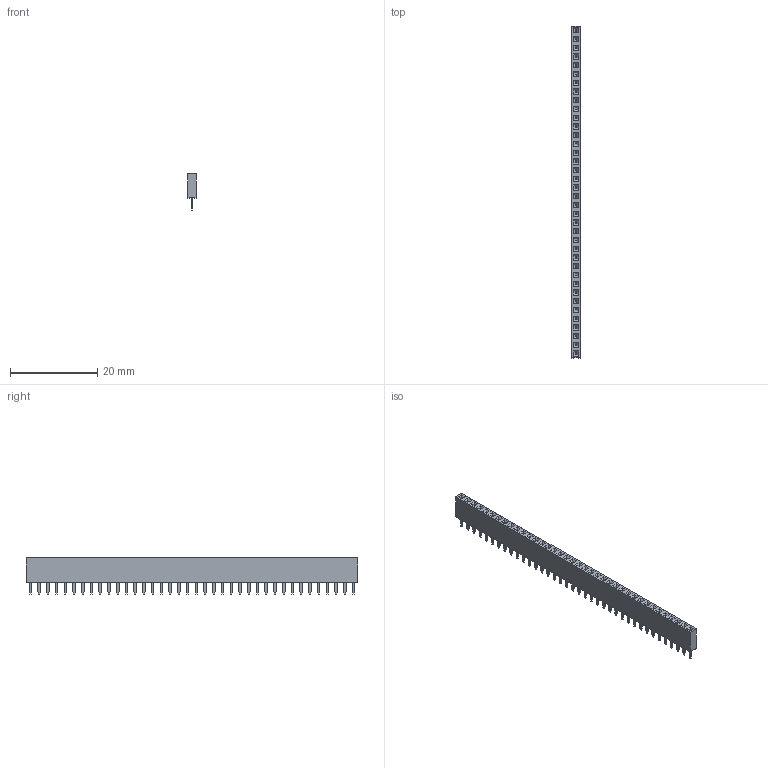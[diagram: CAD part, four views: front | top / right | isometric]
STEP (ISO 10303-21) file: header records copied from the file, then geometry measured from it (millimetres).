
FILE_DESCRIPTION(/* description */ ('model of PinSocket_1x38_P2.00mm_Vertical'),/* implementation_level */ '2;1');
FILE_NAME(/* name */ 'PinSocket_1x38_P2.00mm_Vertical.step',/* time_stamp */ '2017-11-27T01:58:56',/* author */ ('Terje Io','https://github.com/terjeio'),/* organization */ ('FreeCAD'),/* preprocessor_version */ 'OCC',/* originating_system */ 'kicad StepUp',/* authorisation */ '');
FILE_SCHEMA(('AUTOMOTIVE_DESIGN_CC2 { 1 2 10303 214 -1 1 5 4 }'));
Length unit declared in the file: millimetre
Products named in the file (1): PinSocket_1x38_P200mm_Vertical
Bounding box: 2 x 76 x 8.3 mm (x, y, z)
Volume: 777.7 mm3; surface area: 1828.1 mm2
Topology: 1 solids, 1 shells, 1188 faces, 3064 edges, 1992 vertices
Faces by surface type: plane 1188
Entity records: 22282 total; most frequent: ORIENTED_EDGE 4444, EDGE_CURVE 3064, LINE 2910, CARTESIAN_POINT 2753, VERTEX_POINT 1992, FACE_BOUND 1302, EDGE_LOOP 1302, ADVANCED_FACE 1188
